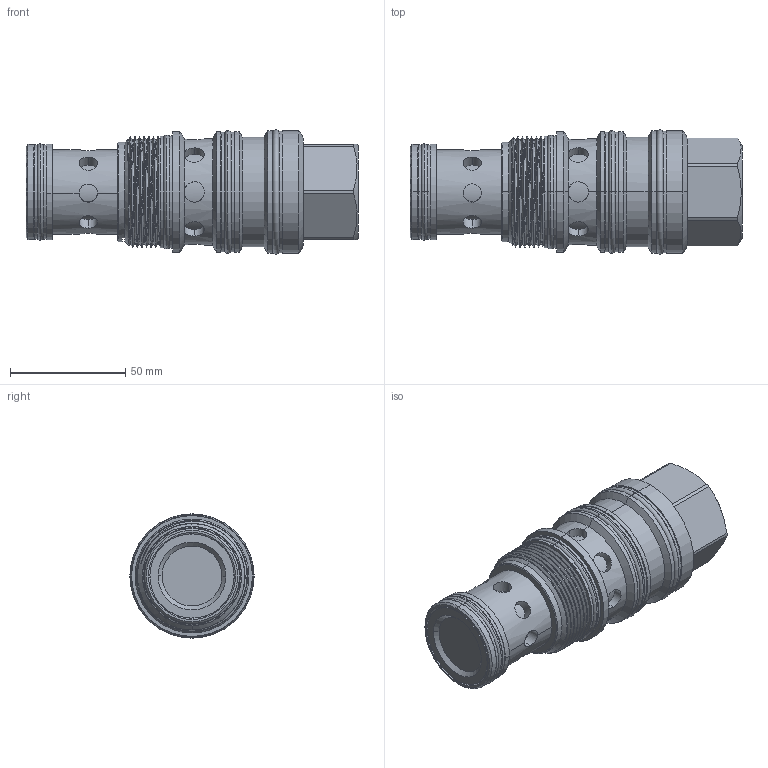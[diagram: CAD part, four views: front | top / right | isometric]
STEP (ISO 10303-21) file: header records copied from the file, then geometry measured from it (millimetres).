
FILE_DESCRIPTION (( 'STEP AP203' ), '1' );
FILE_NAME ('PW24A40-8.STEP', '2020-06-11T00:23:19', ( '' ), ( '' ), 'SwSTEP 2.0', 'SolidWorks 2018', '' );
FILE_SCHEMA (( 'CONFIG_CONTROL_DESIGN' ));
Length unit declared in the file: millimetre
Products named in the file (1): PW24A40-8
Bounding box: 143.88 x 53.84 x 53.84 mm (x, y, z)
Volume: 223960.9 mm3; surface area: 39613.8 mm2
Topology: 4 solids, 4 shells, 240 faces, 548 edges, 342 vertices
Faces by surface type: cylinder 143, plane 42, cone 32, torus 20, bspline 3
Entity records: 10538 total; most frequent: CARTESIAN_POINT 5183, DIRECTION 1105, ORIENTED_EDGE 1096, EDGE_CURVE 548, AXIS2_PLACEMENT_3D 467, VERTEX_POINT 342, EDGE_LOOP 272, ADVANCED_FACE 240
